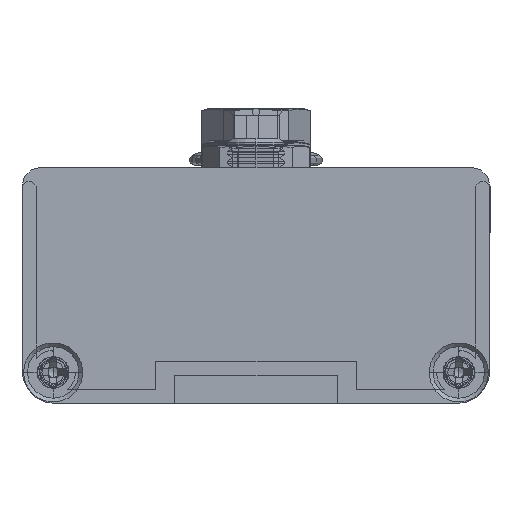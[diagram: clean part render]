
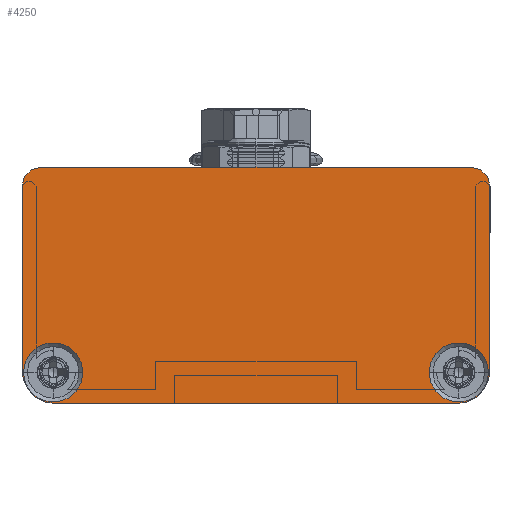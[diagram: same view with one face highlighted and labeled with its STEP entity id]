
A CAD part, front view. The second image highlights one B-rep face of the part: STEP entity #4250.
In plain terms, the highlighted face is planar.
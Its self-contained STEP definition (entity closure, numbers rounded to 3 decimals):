
#127 = CARTESIAN_POINT ( 'NONE',  ( -22.75, 10.5, 3. ) ) ;
#266 = CARTESIAN_POINT ( 'NONE',  ( -24.75, -9., 3. ) ) ;
#292 = ORIENTED_EDGE ( 'NONE', *, *, #4194, .T. ) ;
#423 = VECTOR ( 'NONE', #5619, 1000. ) ;
#630 = VERTEX_POINT ( 'NONE', #7343 ) ;
#728 = DIRECTION ( 'NONE',  ( 1., 0., 0. ) ) ;
#946 = CARTESIAN_POINT ( 'NONE',  ( 21.25, -9., 3. ) ) ;
#1117 = CARTESIAN_POINT ( 'NONE',  ( 21.45, -9.2, 3. ) ) ;
#1260 = CIRCLE ( 'NONE', #12100, 3.15 ) ;
#1409 = CIRCLE ( 'NONE', #11531, 2. ) ;
#1462 = CARTESIAN_POINT ( 'NONE',  ( -21.25, -12.5, 3. ) ) ;
#1687 = VERTEX_POINT ( 'NONE', #12112 ) ;
#1826 = VERTEX_POINT ( 'NONE', #12483 ) ;
#1928 = FACE_BOUND ( 'NONE', #10873, .T. ) ;
#2113 = CARTESIAN_POINT ( 'NONE',  ( -21.45, -9.2, 3. ) ) ;
#2376 = DIRECTION ( 'NONE',  ( 0., 0., 1. ) ) ;
#2424 = LINE ( 'NONE', #7019, #8468 ) ;
#2517 = CARTESIAN_POINT ( 'NONE',  ( -24.75, 10.5, 3. ) ) ;
#2591 = AXIS2_PLACEMENT_3D ( 'NONE', #7647, #6505, #4184 ) ;
#2826 = CIRCLE ( 'NONE', #2591, 3.5 ) ;
#2847 = DIRECTION ( 'NONE',  ( 1., 0., 0. ) ) ;
#2898 = EDGE_CURVE ( 'NONE', #6425, #3324, #13484, .T. ) ;
#3009 = VERTEX_POINT ( 'NONE', #266 ) ;
#3103 = VERTEX_POINT ( 'NONE', #2517 ) ;
#3138 = CARTESIAN_POINT ( 'NONE',  ( 21.25, -12.5, 3. ) ) ;
#3324 = VERTEX_POINT ( 'NONE', #13521 ) ;
#3379 = EDGE_CURVE ( 'NONE', #630, #6867, #11207, .T. ) ;
#3718 = EDGE_CURVE ( 'NONE', #1687, #6270, #9927, .T. ) ;
#3780 = ORIENTED_EDGE ( 'NONE', *, *, #8205, .T. ) ;
#3875 = CARTESIAN_POINT ( 'NONE',  ( 22.75, 10.5, 3. ) ) ;
#3885 = ORIENTED_EDGE ( 'NONE', *, *, #10109, .F. ) ;
#4184 = DIRECTION ( 'NONE',  ( 1., 0., 0. ) ) ;
#4194 = EDGE_CURVE ( 'NONE', #3009, #11919, #2826, .T. ) ;
#4240 = EDGE_CURVE ( 'NONE', #12840, #1687, #7901, .T. ) ;
#4250 = ADVANCED_FACE ( 'NONE', ( #13611, #1928, #14738 ), #11121, .T. ) ;
#5094 = EDGE_CURVE ( 'NONE', #5224, #1826, #14663, .T. ) ;
#5224 = VERTEX_POINT ( 'NONE', #9836 ) ;
#5567 = EDGE_CURVE ( 'NONE', #3324, #3103, #1409, .T. ) ;
#5619 = DIRECTION ( 'NONE',  ( 0., 1., 0. ) ) ;
#5753 = EDGE_CURVE ( 'NONE', #6270, #6425, #8391, .T. ) ;
#6126 = VECTOR ( 'NONE', #7590, 1000. ) ;
#6190 = AXIS2_PLACEMENT_3D ( 'NONE', #6647, #7876, #728 ) ;
#6270 = VERTEX_POINT ( 'NONE', #13441 ) ;
#6400 = DIRECTION ( 'NONE',  ( 1., 0., 0. ) ) ;
#6425 = VERTEX_POINT ( 'NONE', #10252 ) ;
#6426 = DIRECTION ( 'NONE',  ( 1., 0., 0. ) ) ;
#6505 = DIRECTION ( 'NONE',  ( 0., 0., 1. ) ) ;
#6647 = CARTESIAN_POINT ( 'NONE',  ( 0., 0., 3. ) ) ;
#6867 = VERTEX_POINT ( 'NONE', #12157 ) ;
#6870 = EDGE_CURVE ( 'NONE', #11919, #12840, #10108, .T. ) ;
#6982 = DIRECTION ( 'NONE',  ( 1., 0., 0. ) ) ;
#7019 = CARTESIAN_POINT ( 'NONE',  ( -24.75, -12.5, 3. ) ) ;
#7179 = AXIS2_PLACEMENT_3D ( 'NONE', #3875, #12097, #10589 ) ;
#7286 = ORIENTED_EDGE ( 'NONE', *, *, #4240, .T. ) ;
#7343 = CARTESIAN_POINT ( 'NONE',  ( -18.3, -9.2, 3. ) ) ;
#7590 = DIRECTION ( 'NONE',  ( -1., 0., 0. ) ) ;
#7647 = CARTESIAN_POINT ( 'NONE',  ( -21.25, -9., 3. ) ) ;
#7876 = DIRECTION ( 'NONE',  ( 0., 0., 1. ) ) ;
#7901 = CIRCLE ( 'NONE', #13910, 3.5 ) ;
#8050 = DIRECTION ( 'NONE',  ( 1., 0., 0. ) ) ;
#8070 = ORIENTED_EDGE ( 'NONE', *, *, #2898, .T. ) ;
#8205 = EDGE_CURVE ( 'NONE', #3103, #3009, #2424, .T. ) ;
#8391 = CIRCLE ( 'NONE', #7179, 2. ) ;
#8468 = VECTOR ( 'NONE', #9001, 1000. ) ;
#8517 = CARTESIAN_POINT ( 'NONE',  ( 21.45, -9.2, 3. ) ) ;
#9001 = DIRECTION ( 'NONE',  ( 0., -1., 0. ) ) ;
#9359 = ORIENTED_EDGE ( 'NONE', *, *, #3718, .T. ) ;
#9630 = VECTOR ( 'NONE', #6400, 1000. ) ;
#9836 = CARTESIAN_POINT ( 'NONE',  ( 18.3, -9.2, 3. ) ) ;
#9927 = LINE ( 'NONE', #14834, #423 ) ;
#9947 = DIRECTION ( 'NONE',  ( 0., 0., 1. ) ) ;
#10031 = CARTESIAN_POINT ( 'NONE',  ( 24.75, -12.5, 3. ) ) ;
#10108 = LINE ( 'NONE', #10031, #9630 ) ;
#10109 = EDGE_CURVE ( 'NONE', #1826, #5224, #1260, .T. ) ;
#10252 = CARTESIAN_POINT ( 'NONE',  ( 22.75, 12.5, 3. ) ) ;
#10367 = DIRECTION ( 'NONE',  ( 0., 0., 1. ) ) ;
#10589 = DIRECTION ( 'NONE',  ( 1., 0., 0. ) ) ;
#10640 = ORIENTED_EDGE ( 'NONE', *, *, #5567, .T. ) ;
#10873 = EDGE_LOOP ( 'NONE', ( #3885, #14290 ) ) ;
#10968 = AXIS2_PLACEMENT_3D ( 'NONE', #12726, #2376, #8050 ) ;
#11054 = ORIENTED_EDGE ( 'NONE', *, *, #5753, .T. ) ;
#11121 = PLANE ( 'NONE',  #6190 ) ;
#11150 = ORIENTED_EDGE ( 'NONE', *, *, #3379, .F. ) ;
#11207 = CIRCLE ( 'NONE', #13389, 3.15 ) ;
#11215 = CARTESIAN_POINT ( 'NONE',  ( 24.75, 12.5, 3. ) ) ;
#11270 = DIRECTION ( 'NONE',  ( 0., 0., 1. ) ) ;
#11480 = EDGE_CURVE ( 'NONE', #6867, #630, #13854, .T. ) ;
#11531 = AXIS2_PLACEMENT_3D ( 'NONE', #127, #10367, #6982 ) ;
#11586 = ORIENTED_EDGE ( 'NONE', *, *, #11480, .F. ) ;
#11919 = VERTEX_POINT ( 'NONE', #1462 ) ;
#12097 = DIRECTION ( 'NONE',  ( 0., 0., 1. ) ) ;
#12100 = AXIS2_PLACEMENT_3D ( 'NONE', #8517, #14159, #2847 ) ;
#12112 = CARTESIAN_POINT ( 'NONE',  ( 24.75, -9., 3. ) ) ;
#12157 = CARTESIAN_POINT ( 'NONE',  ( -24.6, -9.2, 3. ) ) ;
#12483 = CARTESIAN_POINT ( 'NONE',  ( 24.6, -9.2, 3. ) ) ;
#12516 = AXIS2_PLACEMENT_3D ( 'NONE', #1117, #14000, #13923 ) ;
#12606 = DIRECTION ( 'NONE',  ( 1., 0., 0. ) ) ;
#12691 = EDGE_LOOP ( 'NONE', ( #8070, #10640, #3780, #292, #13444, #7286, #9359, #11054 ) ) ;
#12726 = CARTESIAN_POINT ( 'NONE',  ( -21.45, -9.2, 3. ) ) ;
#12840 = VERTEX_POINT ( 'NONE', #3138 ) ;
#13389 = AXIS2_PLACEMENT_3D ( 'NONE', #2113, #9947, #12606 ) ;
#13441 = CARTESIAN_POINT ( 'NONE',  ( 24.75, 10.5, 3. ) ) ;
#13444 = ORIENTED_EDGE ( 'NONE', *, *, #6870, .T. ) ;
#13484 = LINE ( 'NONE', #11215, #6126 ) ;
#13521 = CARTESIAN_POINT ( 'NONE',  ( -22.75, 12.5, 3. ) ) ;
#13611 = FACE_BOUND ( 'NONE', #14708, .T. ) ;
#13854 = CIRCLE ( 'NONE', #10968, 3.15 ) ;
#13910 = AXIS2_PLACEMENT_3D ( 'NONE', #946, #11270, #6426 ) ;
#13923 = DIRECTION ( 'NONE',  ( 1., 0., 0. ) ) ;
#14000 = DIRECTION ( 'NONE',  ( 0., 0., 1. ) ) ;
#14159 = DIRECTION ( 'NONE',  ( 0., 0., 1. ) ) ;
#14290 = ORIENTED_EDGE ( 'NONE', *, *, #5094, .F. ) ;
#14663 = CIRCLE ( 'NONE', #12516, 3.15 ) ;
#14708 = EDGE_LOOP ( 'NONE', ( #11150, #11586 ) ) ;
#14738 = FACE_OUTER_BOUND ( 'NONE', #12691, .T. ) ;
#14834 = CARTESIAN_POINT ( 'NONE',  ( 24.75, -12.5, 3. ) ) ;
